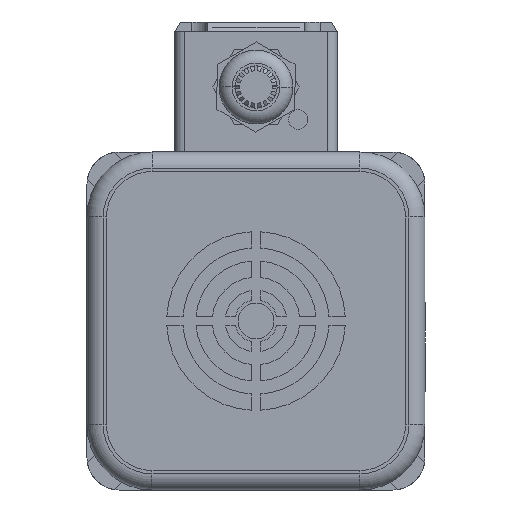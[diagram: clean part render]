
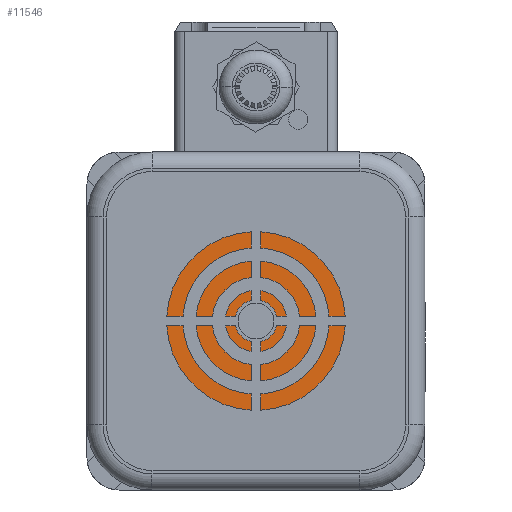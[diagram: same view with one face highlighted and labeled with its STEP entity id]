
A CAD part, front view. The second image highlights one B-rep face of the part: STEP entity #11546.
In plain terms, the highlighted planar face has unit normal (0, -1, 0).
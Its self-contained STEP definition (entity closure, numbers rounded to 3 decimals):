
#692 = ORIENTED_EDGE ( 'NONE', *, *, #13277, .T. ) ;
#869 = CARTESIAN_POINT ( 'NONE',  ( 0., 0., -46.5 ) ) ;
#2520 = ORIENTED_EDGE ( 'NONE', *, *, #14196, .T. ) ;
#2933 = CIRCLE ( 'NONE', #8084, 6. ) ;
#3043 = CARTESIAN_POINT ( 'NONE',  ( 0., 0., -6. ) ) ;
#3972 = CIRCLE ( 'NONE', #9662, 6. ) ;
#4283 = CARTESIAN_POINT ( 'NONE',  ( 0., 0., 0. ) ) ;
#4535 = ORIENTED_EDGE ( 'NONE', *, *, #5728, .T. ) ;
#5728 = EDGE_CURVE ( 'NONE', #26869, #26954, #9513, .T. ) ;
#5768 = CARTESIAN_POINT ( 'NONE',  ( 0., 0., 0. ) ) ;
#6362 = DIRECTION ( 'NONE',  ( 0., 0., 1. ) ) ;
#6856 = AXIS2_PLACEMENT_3D ( 'NONE', #4283, #18790, #6362 ) ;
#7404 = CARTESIAN_POINT ( 'NONE',  ( 0., 0., 46.5 ) ) ;
#7784 = PLANE ( 'NONE',  #20224 ) ;
#7850 = DIRECTION ( 'NONE',  ( 0., 0., 1. ) ) ;
#8084 = AXIS2_PLACEMENT_3D ( 'NONE', #5768, #20291, #7850 ) ;
#8557 = CARTESIAN_POINT ( 'NONE',  ( 0., 0., 0. ) ) ;
#8941 = DIRECTION ( 'NONE',  ( 0., -1., 0. ) ) ;
#9513 = CIRCLE ( 'NONE', #23149, 46.5 ) ;
#9662 = AXIS2_PLACEMENT_3D ( 'NONE', #8557, #23093, #10637 ) ;
#9910 = DIRECTION ( 'NONE',  ( 0., 1., 0. ) ) ;
#10164 = CIRCLE ( 'NONE', #6856, 46.5 ) ;
#10637 = DIRECTION ( 'NONE',  ( 0., 0., 1. ) ) ;
#11546 = ADVANCED_FACE ( 'NONE', ( #21878, #17014 ), #7784, .F. ) ;
#13277 = EDGE_CURVE ( 'NONE', #26954, #26869, #10164, .T. ) ;
#13313 = EDGE_CURVE ( 'NONE', #26344, #26945, #3972, .T. ) ;
#13400 = CARTESIAN_POINT ( 'NONE',  ( 0., 0., 6. ) ) ;
#14196 = EDGE_CURVE ( 'NONE', #26945, #26344, #2933, .T. ) ;
#15571 = ORIENTED_EDGE ( 'NONE', *, *, #13313, .T. ) ;
#17014 = FACE_OUTER_BOUND ( 'NONE', #24355, .T. ) ;
#18790 = DIRECTION ( 'NONE',  ( 0., -1., 0. ) ) ;
#20224 = AXIS2_PLACEMENT_3D ( 'NONE', #21902, #9910, #24432 ) ;
#20291 = DIRECTION ( 'NONE',  ( 0., 1., 0. ) ) ;
#21365 = CARTESIAN_POINT ( 'NONE',  ( 0., 0., 0. ) ) ;
#21878 = FACE_BOUND ( 'NONE', #23536, .T. ) ;
#21902 = CARTESIAN_POINT ( 'NONE',  ( 0., 0., 0. ) ) ;
#23093 = DIRECTION ( 'NONE',  ( 0., 1., 0. ) ) ;
#23149 = AXIS2_PLACEMENT_3D ( 'NONE', #21365, #8941, #23502 ) ;
#23502 = DIRECTION ( 'NONE',  ( 0., 0., 1. ) ) ;
#23536 = EDGE_LOOP ( 'NONE', ( #15571, #2520 ) ) ;
#24355 = EDGE_LOOP ( 'NONE', ( #692, #4535 ) ) ;
#24432 = DIRECTION ( 'NONE',  ( 0., 0., 1. ) ) ;
#26344 = VERTEX_POINT ( 'NONE', #13400 ) ;
#26869 = VERTEX_POINT ( 'NONE', #869 ) ;
#26945 = VERTEX_POINT ( 'NONE', #3043 ) ;
#26954 = VERTEX_POINT ( 'NONE', #7404 ) ;
